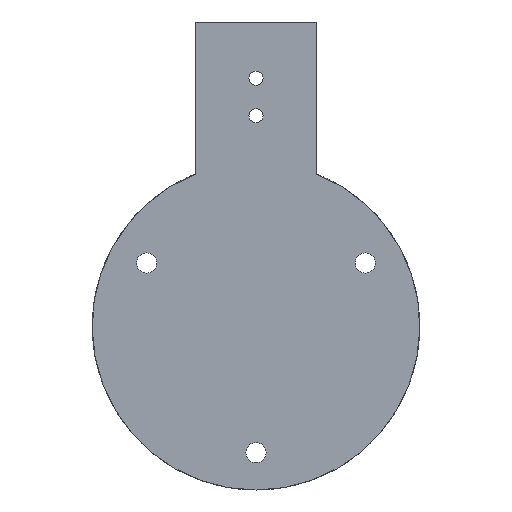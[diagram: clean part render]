
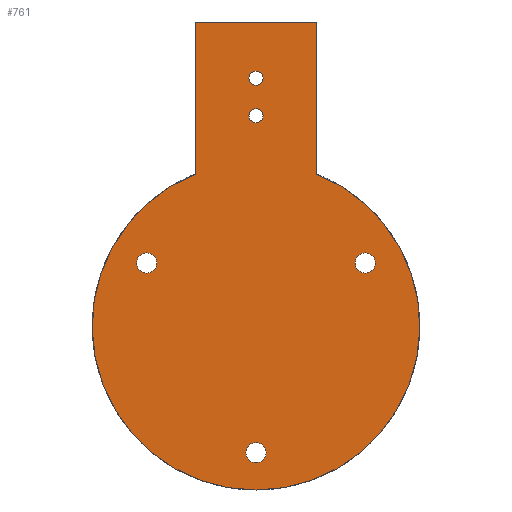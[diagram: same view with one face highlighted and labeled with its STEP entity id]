
A CAD part, front view. The second image highlights one B-rep face of the part: STEP entity #761.
In plain terms, the highlighted planar face has unit normal (0, -1, 0).
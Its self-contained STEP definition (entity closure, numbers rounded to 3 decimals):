
#36=FACE_BOUND('',#148,.T.);
#37=FACE_BOUND('',#149,.T.);
#38=FACE_BOUND('',#150,.T.);
#39=FACE_BOUND('',#151,.T.);
#40=FACE_BOUND('',#152,.T.);
#60=PLANE('',#856);
#101=FACE_OUTER_BOUND('',#147,.T.);
#147=EDGE_LOOP('',(#643,#644,#645,#646));
#148=EDGE_LOOP('',(#647));
#149=EDGE_LOOP('',(#648));
#150=EDGE_LOOP('',(#649));
#151=EDGE_LOOP('',(#650));
#152=EDGE_LOOP('',(#651));
#213=LINE('',#1269,#271);
#218=LINE('',#1384,#276);
#219=LINE('',#1385,#277);
#271=VECTOR('',#1026,10.);
#276=VECTOR('',#1059,10.);
#277=VECTOR('',#1060,10.);
#287=CIRCLE('',#786,1.5);
#289=CIRCLE('',#789,1.5);
#300=CIRCLE('',#807,2.15);
#301=CIRCLE('',#809,2.15);
#302=CIRCLE('',#811,2.15);
#316=CIRCLE('',#849,35.);
#321=VERTEX_POINT('',#1090);
#323=VERTEX_POINT('',#1096);
#334=VERTEX_POINT('',#1129);
#335=VERTEX_POINT('',#1133);
#336=VERTEX_POINT('',#1137);
#373=VERTEX_POINT('',#1266);
#374=VERTEX_POINT('',#1268);
#381=VERTEX_POINT('',#1367);
#386=VERTEX_POINT('',#1383);
#389=EDGE_CURVE('',#321,#321,#287,.T.);
#392=EDGE_CURVE('',#323,#323,#289,.T.);
#408=EDGE_CURVE('',#334,#334,#300,.T.);
#410=EDGE_CURVE('',#335,#335,#301,.T.);
#412=EDGE_CURVE('',#336,#336,#302,.T.);
#465=EDGE_CURVE('',#373,#374,#213,.F.);
#477=EDGE_CURVE('',#381,#373,#316,.T.);
#484=EDGE_CURVE('',#386,#381,#218,.T.);
#485=EDGE_CURVE('',#374,#386,#219,.T.);
#643=ORIENTED_EDGE('',*,*,#477,.F.);
#644=ORIENTED_EDGE('',*,*,#484,.F.);
#645=ORIENTED_EDGE('',*,*,#485,.F.);
#646=ORIENTED_EDGE('',*,*,#465,.F.);
#647=ORIENTED_EDGE('',*,*,#389,.T.);
#648=ORIENTED_EDGE('',*,*,#392,.T.);
#649=ORIENTED_EDGE('',*,*,#412,.F.);
#650=ORIENTED_EDGE('',*,*,#410,.F.);
#651=ORIENTED_EDGE('',*,*,#408,.F.);
#761=ADVANCED_FACE('',(#101,#36,#37,#38,#39,#40),#60,.T.);
#786=AXIS2_PLACEMENT_3D('',#1091,#870,#871);
#789=AXIS2_PLACEMENT_3D('',#1097,#877,#878);
#807=AXIS2_PLACEMENT_3D('',#1131,#918,#919);
#809=AXIS2_PLACEMENT_3D('',#1135,#923,#924);
#811=AXIS2_PLACEMENT_3D('',#1139,#928,#929);
#849=AXIS2_PLACEMENT_3D('',#1369,#1041,#1042);
#856=AXIS2_PLACEMENT_3D('',#1382,#1057,#1058);
#870=DIRECTION('center_axis',(0.,1.,0.));
#871=DIRECTION('ref_axis',(1.,0.,0.));
#877=DIRECTION('center_axis',(0.,1.,0.));
#878=DIRECTION('ref_axis',(1.,0.,0.));
#918=DIRECTION('center_axis',(0.,-1.,0.));
#919=DIRECTION('ref_axis',(1.,0.,0.));
#923=DIRECTION('center_axis',(0.,-1.,0.));
#924=DIRECTION('ref_axis',(1.,0.,0.));
#928=DIRECTION('center_axis',(0.,-1.,0.));
#929=DIRECTION('ref_axis',(1.,0.,0.));
#1026=DIRECTION('',(0.,0.,-1.));
#1041=DIRECTION('center_axis',(0.,1.,0.));
#1042=DIRECTION('ref_axis',(1.,0.,0.));
#1057=DIRECTION('center_axis',(0.,-1.,0.));
#1058=DIRECTION('ref_axis',(0.,0.,-1.));
#1059=DIRECTION('',(0.,0.,-1.));
#1060=DIRECTION('',(1.,0.,0.));
#1090=CARTESIAN_POINT('',(-1.5,0.,53.));
#1091=CARTESIAN_POINT('Origin',(0.,0.,53.));
#1096=CARTESIAN_POINT('',(-1.5,0.,45.));
#1097=CARTESIAN_POINT('Origin',(0.,0.,45.));
#1129=CARTESIAN_POINT('',(-2.15,0.,-27.));
#1131=CARTESIAN_POINT('Origin',(0.,0.,-27.));
#1133=CARTESIAN_POINT('',(21.233,0.,13.5));
#1135=CARTESIAN_POINT('Origin',(23.383,0.,13.5));
#1137=CARTESIAN_POINT('',(-25.533,0.,13.5));
#1139=CARTESIAN_POINT('Origin',(-23.383,0.,13.5));
#1266=CARTESIAN_POINT('',(-13.,0.,32.496));
#1268=CARTESIAN_POINT('',(-13.,0.,65.));
#1269=CARTESIAN_POINT('',(-13.,0.,57.5));
#1367=CARTESIAN_POINT('',(13.,0.,32.496));
#1369=CARTESIAN_POINT('Origin',(0.,0.,0.));
#1382=CARTESIAN_POINT('Origin',(0.,0.,65.));
#1383=CARTESIAN_POINT('',(13.,0.,65.));
#1384=CARTESIAN_POINT('',(13.,0.,35.));
#1385=CARTESIAN_POINT('',(0.,0.,65.));
